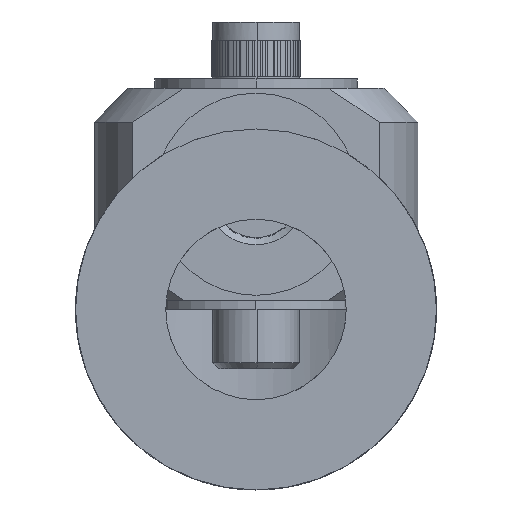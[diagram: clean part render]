
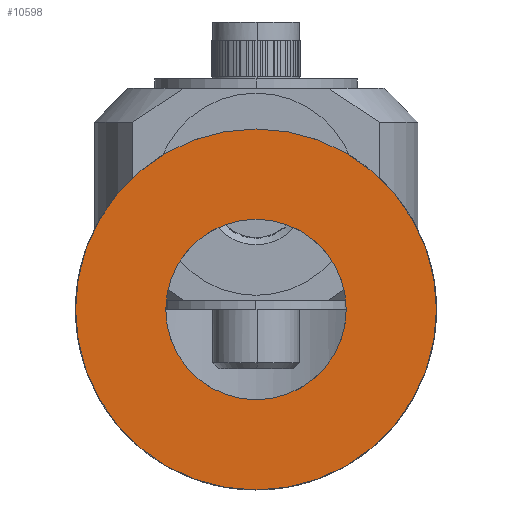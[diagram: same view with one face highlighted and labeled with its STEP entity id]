
A CAD part, left-side view. The second image highlights one B-rep face of the part: STEP entity #10598.
In plain terms, the highlighted face is planar.
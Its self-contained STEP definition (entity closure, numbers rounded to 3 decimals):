
#1017=PLANE('',#18616);
#3663=VERTEX_POINT('',#16236);
#3695=VERTEX_POINT('',#16665);
#4316=CIRCLE('',#18594,1.25);
#4322=CIRCLE('',#18615,2.5);
#5681=EDGE_CURVE('',#3663,#3663,#4316,.T.);
#5725=EDGE_CURVE('',#3695,#3695,#4322,.T.);
#8592=ORIENTED_EDGE('',*,*,#5681,.T.);
#8593=ORIENTED_EDGE('',*,*,#5725,.F.);
#9349=EDGE_LOOP('',(#8592));
#9350=EDGE_LOOP('',(#8593));
#9982=FACE_BOUND('',#9349,.T.);
#9983=FACE_BOUND('',#9350,.T.);
#10598=ADVANCED_FACE('',(#9982,#9983),#1017,.T.);
#13274=DIRECTION('',(0.,0.,-1.));
#13275=DIRECTION('',(1.25,0.,0.));
#13328=DIRECTION('',(0.,0.,-1.));
#13329=DIRECTION('',(2.5,0.,0.));
#13330=DIRECTION('',(0.,0.,1.));
#16235=CARTESIAN_POINT('',(0.,0.,5.2));
#16236=CARTESIAN_POINT('',(-1.25,0.,5.2));
#16664=CARTESIAN_POINT('',(0.,0.,5.2));
#16665=CARTESIAN_POINT('',(2.5,0.,5.2));
#16666=CARTESIAN_POINT('',(0.,0.,5.2));
#18594=AXIS2_PLACEMENT_3D('',#16235,#13274,#13275);
#18615=AXIS2_PLACEMENT_3D('',#16664,#13328,#13329);
#18616=AXIS2_PLACEMENT_3D('',#16666,#13330,$);
